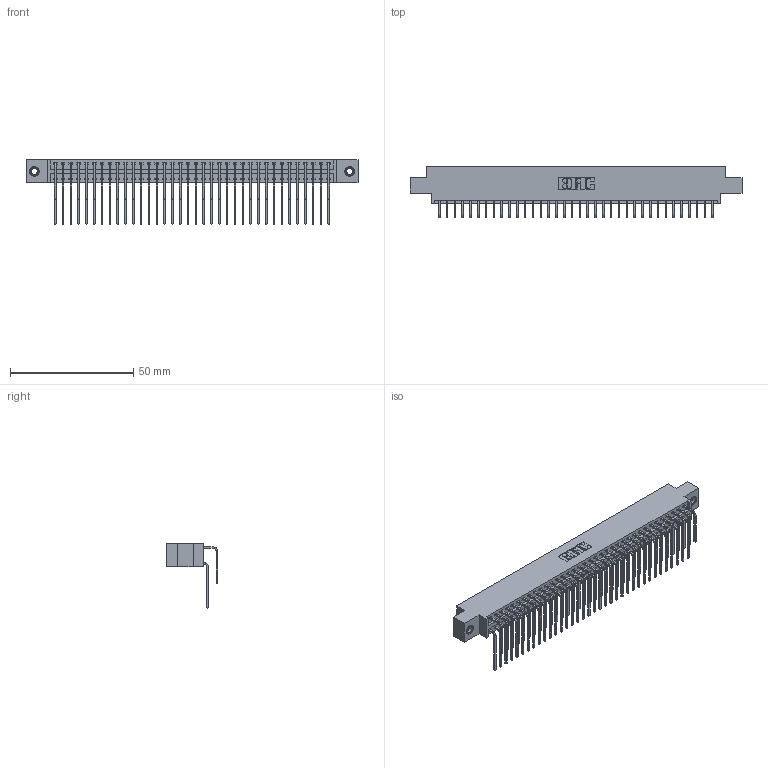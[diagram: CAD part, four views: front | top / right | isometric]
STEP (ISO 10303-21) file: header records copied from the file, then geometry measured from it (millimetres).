
FILE_DESCRIPTION (( 'STEP AP203' ), '1' );
FILE_NAME ('346-072-559-807.STEP', '2022-05-25T01:05:17', ( '' ), ( '' ), 'SwSTEP 2.0', 'SolidWorks 2020', '' );
FILE_SCHEMA (( 'CONFIG_CONTROL_DESIGN' ));
Length unit declared in the file: inch
Products named in the file (5): 345-292-001_558 559 Tail - 1; 346-072-559-807; 345-250-001_345-250-005-103; 345-292-001_559 Tail - 2; 346 Part_0.170 Offset - 0.156 Dia-TI
Assembly tree (75 placements, depth 2):
  346-072-559-807
    346 Part_0.170 Offset - 0.156 Dia-TI
    345-292-001_558 559 Tail - 1  x36
    345-292-001_559 Tail - 2  x36
    345-250-001_345-250-005-103  x2
Bounding box: 134.87 x 20.89 x 26.16 mm (x, y, z)
Volume: 13352.5 mm3; surface area: 20465.6 mm2
Topology: 75 solids, 75 shells, 4074 faces, 12069 edges, 7942 vertices
Faces by surface type: plane 2776, cylinder 1282, cone 12, torus 4
Entity records: 27404 total; most frequent: CARTESIAN_POINT 4562, ORIENTED_EDGE 4438, DIRECTION 4069, EDGE_CURVE 2219, LINE 1883, VECTOR 1883, VERTEX_POINT 1472, AXIS2_PLACEMENT_3D 1093
